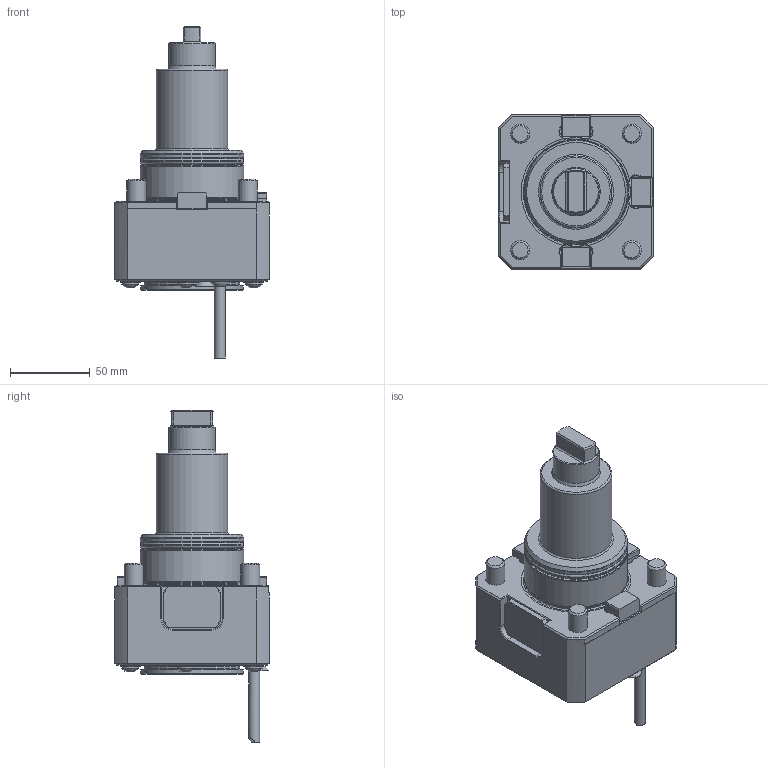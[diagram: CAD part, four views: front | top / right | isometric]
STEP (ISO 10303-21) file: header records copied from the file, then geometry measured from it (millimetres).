
FILE_DESCRIPTION(/* description */ ('Unknown'),/* implementation_level */ '2;1');
FILE_NAME(/* name */ 'C4_DNE_EM65A_I_A_SIM',/* time_stamp */ '2022-12-13T08:23:34+01:00',/* author */ ('KS'),/* organization */ ('WTO'),/* preprocessor_version */ 'ST-DEVELOPER v16.7',/* originating_system */ 'DEX',/* authorisation */ $);
FILE_SCHEMA (('AUTOMOTIVE_DESIGN {1 0 10303 214 3 1 1}'));
Length unit declared in the file: millimetre
Products named in the file (1): 118692_C4-DNE-EM65A-I-A_vereinfacht_STP_00466779
Bounding box: 97 x 97 x 208.3 mm (x, y, z)
Volume: 676252.6 mm3; surface area: 66047.5 mm2
Topology: 1 solids, 2 shells, 297 faces, 790 edges, 494 vertices
Faces by surface type: plane 152, cone 67, cylinder 58, torus 10, bspline 5, sphere 5
Full cylindrical faces by diameter (mm): 2.5 x1, 4 x3, 6 x5, 7 x1, 10.5 x4, 12 x5, 29 x1, 37 x1, 45 x1, 58.8 x1, 60 x1, 64.3 x1, 64.4 x1, 64.9 x2, 65 x1, 70.8 x1
Entity records: 8831 total; most frequent: CARTESIAN_POINT 1967, DIRECTION 1400, ORIENTED_EDGE 1340, EDGE_CURVE 670, AXIS2_PLACEMENT_3D 543, VERTEX_POINT 463, FACE_BOUND 419, EDGE_LOOP 413
